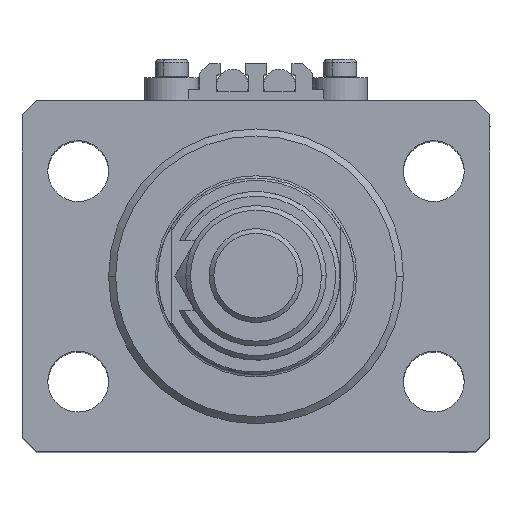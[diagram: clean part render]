
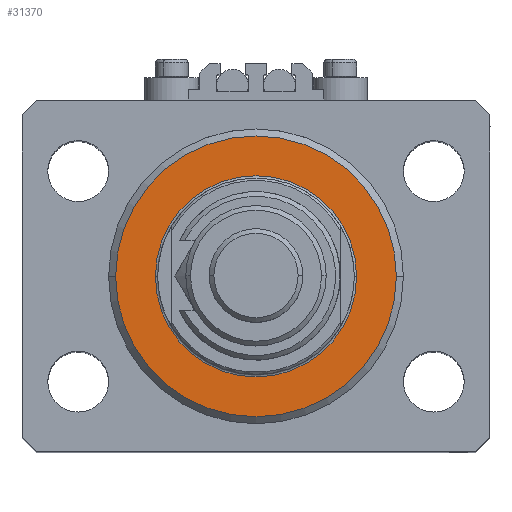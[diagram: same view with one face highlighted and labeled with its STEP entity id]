
A CAD part, top view. The second image highlights one B-rep face of the part: STEP entity #31370.
In plain terms, the highlighted face is planar.
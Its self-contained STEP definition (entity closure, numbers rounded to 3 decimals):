
#296 = DIRECTION ( 'NONE',  ( 0., 0., 1. ) ) ;
#750 = AXIS2_PLACEMENT_3D ( 'NONE', #21482, #24850, #33086 ) ;
#1575 = DIRECTION ( 'NONE',  ( 0., 0., 1. ) ) ;
#1718 = EDGE_CURVE ( 'NONE', #40586, #45229, #23062, .T. ) ;
#2659 = CIRCLE ( 'NONE', #39769, 30. ) ;
#7995 = EDGE_LOOP ( 'NONE', ( #17311, #32265 ) ) ;
#8653 = VERTEX_POINT ( 'NONE', #45617 ) ;
#9560 = DIRECTION ( 'NONE',  ( 1., 0., 0. ) ) ;
#10125 = EDGE_CURVE ( 'NONE', #45229, #40586, #2659, .T. ) ;
#11202 = AXIS2_PLACEMENT_3D ( 'NONE', #44153, #1575, #9560 ) ;
#12134 = AXIS2_PLACEMENT_3D ( 'NONE', #23546, #296, #39259 ) ;
#17099 = CARTESIAN_POINT ( 'NONE',  ( -30., 0., 0. ) ) ;
#17311 = ORIENTED_EDGE ( 'NONE', *, *, #39003, .T. ) ;
#19555 = EDGE_LOOP ( 'NONE', ( #34353, #31613 ) ) ;
#19596 = DIRECTION ( 'NONE',  ( 1., 0., 0. ) ) ;
#21006 = CARTESIAN_POINT ( 'NONE',  ( 0., 0., 0. ) ) ;
#21209 = FACE_OUTER_BOUND ( 'NONE', #19555, .T. ) ;
#21482 = CARTESIAN_POINT ( 'NONE',  ( 0., 0., 0. ) ) ;
#21517 = DIRECTION ( 'NONE',  ( 1., 0., 0. ) ) ;
#22245 = AXIS2_PLACEMENT_3D ( 'NONE', #21006, #29235, #21517 ) ;
#22608 = CARTESIAN_POINT ( 'NONE',  ( 30., 0., 0. ) ) ;
#23062 = CIRCLE ( 'NONE', #22245, 30. ) ;
#23478 = CARTESIAN_POINT ( 'NONE',  ( 0., 0., 0. ) ) ;
#23546 = CARTESIAN_POINT ( 'NONE',  ( 0., 0., 0. ) ) ;
#24850 = DIRECTION ( 'NONE',  ( 0., 0., 1. ) ) ;
#29235 = DIRECTION ( 'NONE',  ( 0., 0., -1. ) ) ;
#31370 = ADVANCED_FACE ( 'NONE', ( #49013, #21209 ), #32550, .F. ) ;
#31613 = ORIENTED_EDGE ( 'NONE', *, *, #10125, .T. ) ;
#32265 = ORIENTED_EDGE ( 'NONE', *, *, #46871, .T. ) ;
#32550 = PLANE ( 'NONE',  #11202 ) ;
#32608 = CARTESIAN_POINT ( 'NONE',  ( 21.5, 0., 0. ) ) ;
#33086 = DIRECTION ( 'NONE',  ( 1., 0., 0. ) ) ;
#34353 = ORIENTED_EDGE ( 'NONE', *, *, #1718, .T. ) ;
#38647 = CIRCLE ( 'NONE', #750, 21.5 ) ;
#39003 = EDGE_CURVE ( 'NONE', #50207, #8653, #40970, .T. ) ;
#39259 = DIRECTION ( 'NONE',  ( 1., 0., 0. ) ) ;
#39769 = AXIS2_PLACEMENT_3D ( 'NONE', #23478, #47161, #19596 ) ;
#40586 = VERTEX_POINT ( 'NONE', #22608 ) ;
#40970 = CIRCLE ( 'NONE', #12134, 21.5 ) ;
#44153 = CARTESIAN_POINT ( 'NONE',  ( 0., 0., 0. ) ) ;
#45229 = VERTEX_POINT ( 'NONE', #17099 ) ;
#45617 = CARTESIAN_POINT ( 'NONE',  ( -21.5, 0., 0. ) ) ;
#46871 = EDGE_CURVE ( 'NONE', #8653, #50207, #38647, .T. ) ;
#47161 = DIRECTION ( 'NONE',  ( 0., 0., -1. ) ) ;
#49013 = FACE_BOUND ( 'NONE', #7995, .T. ) ;
#50207 = VERTEX_POINT ( 'NONE', #32608 ) ;
